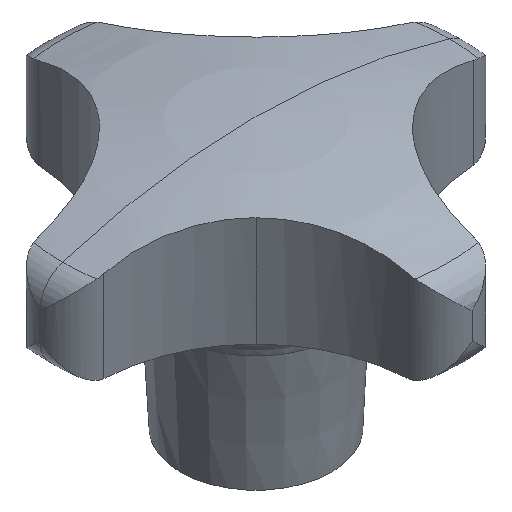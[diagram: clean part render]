
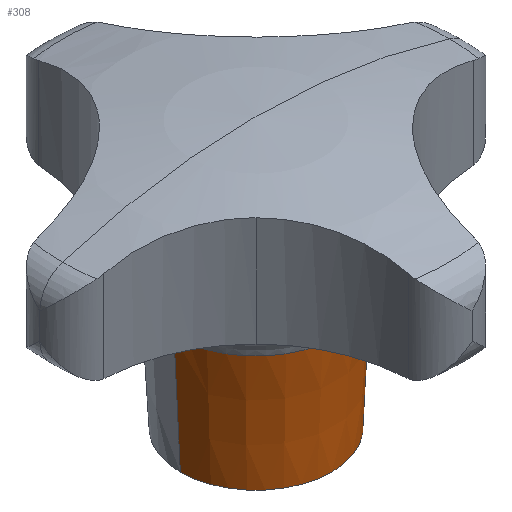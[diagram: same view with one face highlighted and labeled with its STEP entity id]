
A CAD part, isometric view. The second image highlights one B-rep face of the part: STEP entity #308.
In plain terms, the highlighted conical face has half-angle 3 degrees and reference radius 7.292 mm.
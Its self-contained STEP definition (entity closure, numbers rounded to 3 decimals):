
#308=ADVANCED_FACE('',(#786),#787,.T.);
#344=VERTEX_POINT('',#828);
#546=VERTEX_POINT('',#1053);
#566=VERTEX_POINT('',#1076);
#598=EDGE_CURVE('',#546,#646,#1109,.T.);
#620=EDGE_CURVE('',#566,#646,#1132,.T.);
#624=EDGE_CURVE('',#344,#546,#1136,.T.);
#646=VERTEX_POINT('',#1159);
#650=EDGE_CURVE('',#566,#344,#1163,.T.);
#786=FACE_OUTER_BOUND('',#1365,.T.);
#787=CONICAL_SURFACE('',#1366,7.292,0.052);
#828=CARTESIAN_POINT('',(7.0,0.,0.));
#1053=CARTESIAN_POINT('',(-7.0,0.,0.));
#1076=CARTESIAN_POINT('',(7.585,0.,11.157));
#1109=LINE('',#2199,#2200);
#1132=CIRCLE('',#2251,7.585);
#1136=CIRCLE('',#2256,7.0);
#1159=CARTESIAN_POINT('',(-7.585,0.,11.157));
#1163=LINE('',#2349,#2350);
#1365=EDGE_LOOP('',(#2534,#2535,#2536,#2537));
#1366=AXIS2_PLACEMENT_3D('',#2538,#2539,#2540);
#2199=CARTESIAN_POINT('',(-7.292,0.,5.579));
#2200=VECTOR('',#2914,1.0);
#2251=AXIS2_PLACEMENT_3D('',#2927,#2928,#2929);
#2256=AXIS2_PLACEMENT_3D('',#2930,#2931,#2932);
#2349=CARTESIAN_POINT('',(7.292,0.,5.579));
#2350=VECTOR('',#2960,1.0);
#2534=ORIENTED_EDGE('',*,*,#650,.F.);
#2535=ORIENTED_EDGE('',*,*,#620,.T.);
#2536=ORIENTED_EDGE('',*,*,#598,.F.);
#2537=ORIENTED_EDGE('',*,*,#624,.F.);
#2538=CARTESIAN_POINT('',(0.0,0.,5.579));
#2539=DIRECTION('',(-0.0,-0.0,1.0));
#2540=DIRECTION('',(1.0,0.,0.0));
#2914=DIRECTION('',(-0.052,0.,0.999));
#2927=CARTESIAN_POINT('',(0.0,0.,11.157));
#2928=DIRECTION('',(0.0,0.0,-1.0));
#2929=DIRECTION('',(1.0,0.,0.0));
#2930=CARTESIAN_POINT('',(0.0,0.,0.));
#2931=DIRECTION('',(0.0,0.0,-1.0));
#2932=DIRECTION('',(1.0,0.,0.0));
#2960=DIRECTION('',(-0.052,0.,-0.999));
